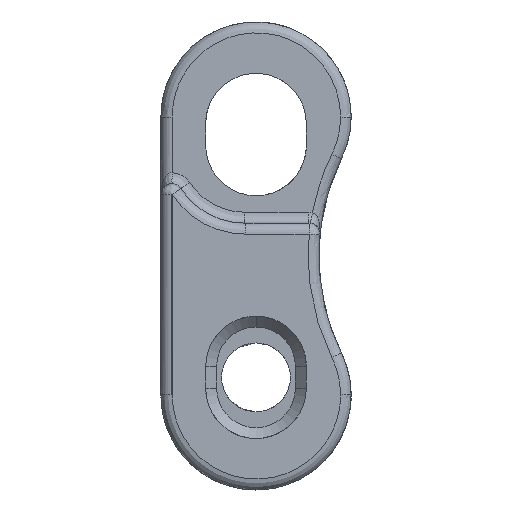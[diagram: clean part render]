
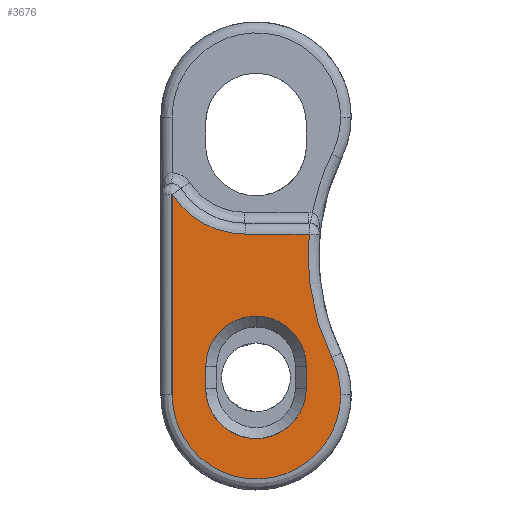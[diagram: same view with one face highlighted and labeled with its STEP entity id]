
A CAD part, left-side view. The second image highlights one B-rep face of the part: STEP entity #3676.
In plain terms, the highlighted planar face has unit normal (-0.999, -0.035, 0).
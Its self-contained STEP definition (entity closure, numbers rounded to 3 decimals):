
#470 = CARTESIAN_POINT ( 'NONE',  ( -42.083, -8.083, -5.179 ) ) ;
#541 = CARTESIAN_POINT ( 'NONE',  ( -42.293, -2.05, -6.05 ) ) ;
#552 = VERTEX_POINT ( 'NONE', #10130 ) ;
#938 = CARTESIAN_POINT ( 'NONE',  ( -42.133, -6.65, -6.05 ) ) ;
#1697 = CARTESIAN_POINT ( 'NONE',  ( -42.078, -8.217, -5.757 ) ) ;
#2559 = CARTESIAN_POINT ( 'NONE',  ( -42.293, -2.05, -5.05 ) ) ;
#2938 = CARTESIAN_POINT ( 'NONE',  ( -42.293, -2.05, -6.05 ) ) ;
#2986 = VERTEX_POINT ( 'NONE', #11444 ) ;
#3027 = CARTESIAN_POINT ( 'NONE',  ( -42.293, -2.05, -6.05 ) ) ;
#3254 = DIRECTION ( 'NONE',  ( 0., 0., -1. ) ) ;
#3331 = CARTESIAN_POINT ( 'NONE',  ( -42.213, -4.35, -8.35 ) ) ;
#3452 = ORIENTED_EDGE ( 'NONE', *, *, #4697, .T. ) ;
#3634 = ORIENTED_EDGE ( 'NONE', *, *, #7440, .T. ) ;
#3676 = ADVANCED_FACE ( 'NONE', ( #11844, #15609 ), #13225, .T. ) ;
#3876 = VERTEX_POINT ( 'NONE', #4264 ) ;
#4264 = CARTESIAN_POINT ( 'NONE',  ( -42.092, -7.82, -4.646 ) ) ;
#4491 = CARTESIAN_POINT ( 'NONE',  ( -42.135, -6.597, -0.955 ) ) ;
#4513 = CARTESIAN_POINT ( 'NONE',  ( -42.26, -3.003, -8.35 ) ) ;
#4544 =( BOUNDED_CURVE ( )  B_SPLINE_CURVE ( 3, ( #6008, #4701, #9468, #15925 ),
 .UNSPECIFIED., .F., .T. ) 
 B_SPLINE_CURVE_WITH_KNOTS ( ( 4, 4 ),
 ( 3.142, 6.283 ),
 .UNSPECIFIED. ) 
 CURVE ( )  GEOMETRIC_REPRESENTATION_ITEM ( )  RATIONAL_B_SPLINE_CURVE ( ( 1., 0.333, 0.333, 1. ) ) 
 REPRESENTATION_ITEM ( '' )  );
#4697 = EDGE_CURVE ( 'NONE', #13515, #13567, #11927, .T. ) ;
#4701 = CARTESIAN_POINT ( 'NONE',  ( -42.347, -0.517, -14.05 ) ) ;
#4724 = CARTESIAN_POINT ( 'NONE',  ( -42.365, 0., 1. ) ) ;
#4789 = EDGE_CURVE ( 'NONE', #10293, #8399, #7349, .T. ) ;
#4930 = CARTESIAN_POINT ( 'NONE',  ( -42.213, -4.35, -8.35 ) ) ;
#5053 = ORIENTED_EDGE ( 'NONE', *, *, #5394, .T. ) ;
#5071 =( BOUNDED_CURVE ( )  B_SPLINE_CURVE ( 3, ( #11943, #1697, #470, #9428 ),
 .UNSPECIFIED., .F., .T. ) 
 B_SPLINE_CURVE_WITH_KNOTS ( ( 4, 4 ),
 ( 0., 0.458 ),
 .UNSPECIFIED. ) 
 CURVE ( )  GEOMETRIC_REPRESENTATION_ITEM ( )  RATIONAL_B_SPLINE_CURVE ( ( 1., 0.983, 0.983, 1. ) ) 
 REPRESENTATION_ITEM ( '' )  );
#5394 = EDGE_CURVE ( 'NONE', #3876, #16123, #9114, .T. ) ;
#5492 = EDGE_LOOP ( 'NONE', ( #3452, #9249, #15214, #6176, #14700 ) ) ;
#5612 = CARTESIAN_POINT ( 'NONE',  ( -42.365, 0., 10.7 ) ) ;
#5625 =( BOUNDED_CURVE ( )  B_SPLINE_CURVE ( 3, ( #15652, #4513, #15736, #3027 ),
 .UNSPECIFIED., .F., .T. ) 
 B_SPLINE_CURVE_WITH_KNOTS ( ( 4, 4 ),
 ( 1.571, 3.142 ),
 .UNSPECIFIED. ) 
 CURVE ( )  GEOMETRIC_REPRESENTATION_ITEM ( )  RATIONAL_B_SPLINE_CURVE ( ( 1., 0.805, 0.805, 1. ) ) 
 REPRESENTATION_ITEM ( '' )  );
#5817 = EDGE_LOOP ( 'NONE', ( #14096, #9376, #8800, #5053, #3634, #15708 ) ) ;
#5858 = CARTESIAN_POINT ( 'NONE',  ( -42.166, -5.697, -8.35 ) ) ;
#5961 = CARTESIAN_POINT ( 'NONE',  ( -42.128, -6.784, 1. ) ) ;
#6005 = CARTESIAN_POINT ( 'NONE',  ( -42.293, -2.05, -0.45 ) ) ;
#6008 = CARTESIAN_POINT ( 'NONE',  ( -42.347, -0.517, -6.35 ) ) ;
#6176 = ORIENTED_EDGE ( 'NONE', *, *, #15104, .T. ) ;
#6459 = CARTESIAN_POINT ( 'NONE',  ( -42.347, -0.517, -6.35 ) ) ;
#6752 = CARTESIAN_POINT ( 'NONE',  ( -42.293, -2.05, -5.05 ) ) ;
#6959 = EDGE_CURVE ( 'NONE', #2986, #3876, #5071, .T. ) ;
#7010 = DIRECTION ( 'NONE',  ( -0.999, -0.035, 0. ) ) ;
#7109 = DIRECTION ( 'NONE',  ( 0., 0., 1. ) ) ;
#7227 = VERTEX_POINT ( 'NONE', #6459 ) ;
#7349 =( BOUNDED_CURVE ( )  B_SPLINE_CURVE ( 3, ( #10704, #15693, #9482, #14472 ),
 .UNSPECIFIED., .F., .T. ) 
 B_SPLINE_CURVE_WITH_KNOTS ( ( 4, 4 ),
 ( 4.712, 5.701 ),
 .UNSPECIFIED. ) 
 CURVE ( )  GEOMETRIC_REPRESENTATION_ITEM ( )  RATIONAL_B_SPLINE_CURVE ( ( 1., 0.92, 0.92, 1. ) ) 
 REPRESENTATION_ITEM ( '' )  );
#7440 = EDGE_CURVE ( 'NONE', #16123, #10293, #8419, .T. ) ;
#7793 = EDGE_CURVE ( 'NONE', #7227, #2986, #4544, .T. ) ;
#8069 = CARTESIAN_POINT ( 'NONE',  ( -42.128, -6.784, 1. ) ) ;
#8097 = VECTOR ( 'NONE', #8254, 1000. ) ;
#8175 =( BOUNDED_CURVE ( )  B_SPLINE_CURVE ( 3, ( #2559, #6005, #11089, #12142 ),
 .UNSPECIFIED., .F., .T. ) 
 B_SPLINE_CURVE_WITH_KNOTS ( ( 4, 4 ),
 ( 3.142, 6.283 ),
 .UNSPECIFIED. ) 
 CURVE ( )  GEOMETRIC_REPRESENTATION_ITEM ( )  RATIONAL_B_SPLINE_CURVE ( ( 1., 0.333, 0.333, 1. ) ) 
 REPRESENTATION_ITEM ( '' )  );
#8254 = DIRECTION ( 'NONE',  ( 0., 0., -1. ) ) ;
#8325 = CARTESIAN_POINT ( 'NONE',  ( -42.133, -6.65, -7.397 ) ) ;
#8399 = VERTEX_POINT ( 'NONE', #9226 ) ;
#8419 = LINE ( 'NONE', #4724, #9087 ) ;
#8560 = AXIS2_PLACEMENT_3D ( 'NONE', #5612, #7010, #10462 ) ;
#8800 = ORIENTED_EDGE ( 'NONE', *, *, #6959, .T. ) ;
#9087 = VECTOR ( 'NONE', #9730, 1000. ) ;
#9114 =( BOUNDED_CURVE ( )  B_SPLINE_CURVE ( 3, ( #10726, #15716, #4491, #5961 ),
 .UNSPECIFIED., .F., .T. ) 
 B_SPLINE_CURVE_WITH_KNOTS ( ( 4, 4 ),
 ( 2.683, 3.237 ),
 .UNSPECIFIED. ) 
 CURVE ( )  GEOMETRIC_REPRESENTATION_ITEM ( )  RATIONAL_B_SPLINE_CURVE ( ( 1., 0.975, 0.975, 1. ) ) 
 REPRESENTATION_ITEM ( '' )  );
#9226 = CARTESIAN_POINT ( 'NONE',  ( -42.347, -0.517, 2.8 ) ) ;
#9249 = ORIENTED_EDGE ( 'NONE', *, *, #10204, .T. ) ;
#9250 = CARTESIAN_POINT ( 'NONE',  ( -42.133, -6.65, -6.05 ) ) ;
#9349 = EDGE_CURVE ( 'NONE', #8399, #7227, #15077, .T. ) ;
#9366 = VERTEX_POINT ( 'NONE', #2938 ) ;
#9376 = ORIENTED_EDGE ( 'NONE', *, *, #7793, .T. ) ;
#9428 = CARTESIAN_POINT ( 'NONE',  ( -42.092, -7.82, -4.646 ) ) ;
#9468 = CARTESIAN_POINT ( 'NONE',  ( -42.078, -8.217, -14.05 ) ) ;
#9482 = CARTESIAN_POINT ( 'NONE',  ( -42.321, -1.273, 1.652 ) ) ;
#9558 = CARTESIAN_POINT ( 'NONE',  ( -42.133, -6.65, -6.05 ) ) ;
#9730 = DIRECTION ( 'NONE',  ( -0.035, 0.999, 0. ) ) ;
#9757 = VERTEX_POINT ( 'NONE', #6752 ) ;
#10130 = CARTESIAN_POINT ( 'NONE',  ( -42.133, -6.65, -5.05 ) ) ;
#10204 = EDGE_CURVE ( 'NONE', #13567, #9366, #5625, .T. ) ;
#10293 = VERTEX_POINT ( 'NONE', #15978 ) ;
#10462 = DIRECTION ( 'NONE',  ( 0.035, -0.999, 0. ) ) ;
#10704 = CARTESIAN_POINT ( 'NONE',  ( -42.23, -3.858, 1. ) ) ;
#10712 = LINE ( 'NONE', #938, #8097 ) ;
#10726 = CARTESIAN_POINT ( 'NONE',  ( -42.092, -7.82, -4.646 ) ) ;
#11089 = CARTESIAN_POINT ( 'NONE',  ( -42.133, -6.65, -0.45 ) ) ;
#11444 = CARTESIAN_POINT ( 'NONE',  ( -42.078, -8.217, -6.35 ) ) ;
#11762 = VECTOR ( 'NONE', #7109, 1000. ) ;
#11844 = FACE_BOUND ( 'NONE', #5492, .T. ) ;
#11927 =( BOUNDED_CURVE ( )  B_SPLINE_CURVE ( 3, ( #9558, #8325, #5858, #4930 ),
 .UNSPECIFIED., .F., .T. ) 
 B_SPLINE_CURVE_WITH_KNOTS ( ( 4, 4 ),
 ( 0., 1.571 ),
 .UNSPECIFIED. ) 
 CURVE ( )  GEOMETRIC_REPRESENTATION_ITEM ( )  RATIONAL_B_SPLINE_CURVE ( ( 1., 0.805, 0.805, 1. ) ) 
 REPRESENTATION_ITEM ( '' )  );
#11943 = CARTESIAN_POINT ( 'NONE',  ( -42.078, -8.217, -6.35 ) ) ;
#12142 = CARTESIAN_POINT ( 'NONE',  ( -42.133, -6.65, -5.05 ) ) ;
#12616 = CARTESIAN_POINT ( 'NONE',  ( -42.347, -0.517, 10.7 ) ) ;
#12857 = VECTOR ( 'NONE', #3254, 1000. ) ;
#13225 = PLANE ( 'NONE',  #8560 ) ;
#13330 = LINE ( 'NONE', #541, #11762 ) ;
#13515 = VERTEX_POINT ( 'NONE', #9250 ) ;
#13567 = VERTEX_POINT ( 'NONE', #3331 ) ;
#13621 = EDGE_CURVE ( 'NONE', #9366, #9757, #13330, .T. ) ;
#14096 = ORIENTED_EDGE ( 'NONE', *, *, #9349, .T. ) ;
#14472 = CARTESIAN_POINT ( 'NONE',  ( -42.347, -0.517, 2.8 ) ) ;
#14700 = ORIENTED_EDGE ( 'NONE', *, *, #15763, .T. ) ;
#15077 = LINE ( 'NONE', #12616, #12857 ) ;
#15104 = EDGE_CURVE ( 'NONE', #9757, #552, #8175, .T. ) ;
#15214 = ORIENTED_EDGE ( 'NONE', *, *, #13621, .T. ) ;
#15609 = FACE_OUTER_BOUND ( 'NONE', #5817, .T. ) ;
#15652 = CARTESIAN_POINT ( 'NONE',  ( -42.213, -4.35, -8.35 ) ) ;
#15693 = CARTESIAN_POINT ( 'NONE',  ( -42.278, -2.484, 1. ) ) ;
#15708 = ORIENTED_EDGE ( 'NONE', *, *, #4789, .T. ) ;
#15716 = CARTESIAN_POINT ( 'NONE',  ( -42.122, -6.951, -2.886 ) ) ;
#15736 = CARTESIAN_POINT ( 'NONE',  ( -42.293, -2.05, -7.397 ) ) ;
#15763 = EDGE_CURVE ( 'NONE', #552, #13515, #10712, .T. ) ;
#15925 = CARTESIAN_POINT ( 'NONE',  ( -42.078, -8.217, -6.35 ) ) ;
#15978 = CARTESIAN_POINT ( 'NONE',  ( -42.23, -3.858, 1. ) ) ;
#16123 = VERTEX_POINT ( 'NONE', #8069 ) ;
